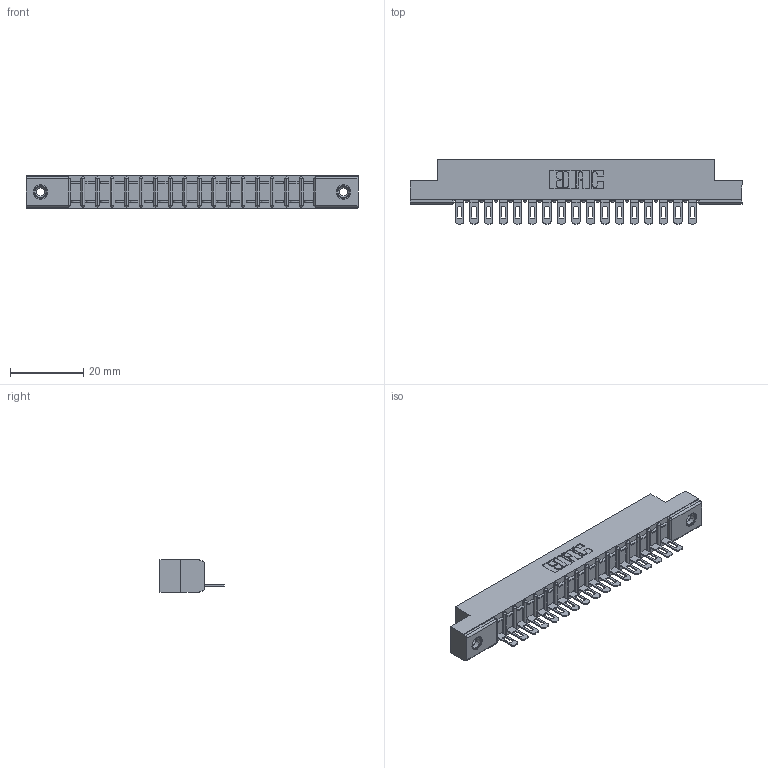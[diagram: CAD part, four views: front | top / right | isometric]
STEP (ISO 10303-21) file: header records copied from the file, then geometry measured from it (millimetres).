
FILE_DESCRIPTION (( 'STEP AP203' ), '1' );
FILE_NAME ('307-017-401-108.STEP', '2020-09-25T21:51:38', ( '' ), ( '' ), 'SwSTEP 2.0', 'SolidWorks 2020', '' );
FILE_SCHEMA (( 'CONFIG_CONTROL_DESIGN' ));
Length unit declared in the file: inch
Products named in the file (4): 307-290-002_501; 307 Part_.156 Dia Mounting Holes; 345-250-001_345-250-003-102; 307-017-401-108
Assembly tree (20 placements, depth 2):
  307-017-401-108
    307 Part_.156 Dia Mounting Holes
    307-290-002_501  x17
    345-250-001_345-250-003-102  x2
Bounding box: 90.37 x 17.42 x 8.71 mm (x, y, z)
Volume: 5971.9 mm3; surface area: 10717.1 mm2
Topology: 20 solids, 20 shells, 1488 faces, 4505 edges, 2946 vertices
Faces by surface type: plane 850, cylinder 586, sphere 36, cone 12, torus 4
Entity records: 19635 total; most frequent: CARTESIAN_POINT 3287, ORIENTED_EDGE 3270, DIRECTION 3219, EDGE_CURVE 1635, LINE 1235, VECTOR 1235, VERTEX_POINT 1060, AXIS2_PLACEMENT_3D 992
